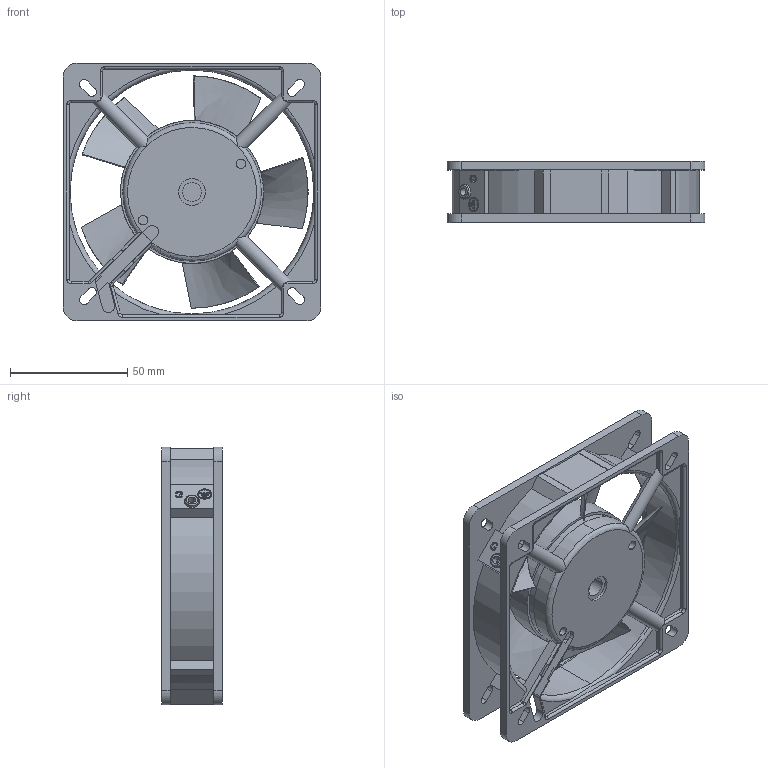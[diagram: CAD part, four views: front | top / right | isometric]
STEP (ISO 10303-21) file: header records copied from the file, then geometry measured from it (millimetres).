
FILE_DESCRIPTION((''),'2;1');
FILE_NAME('ASM0014_ASM','2025-01-13T11:20:49',('Administrator'),(''),'CREO PARAMETRIC BY PTC INC, 2019010','CREO PARAMETRIC BY PTC INC, 2019010','');
FILE_SCHEMA(('CONFIG_CONTROL_DESIGN'));
Products named in the file (4): 11025; PRT0028; PRT0031; ASM0014_ASM
Assembly tree (3 placements, depth 2):
  ASM0014_ASM
    11025
    PRT0028
    PRT0031
Bounding box: 110 x 26 x 110 mm (x, y, z)
Volume: 74105.9 mm3; surface area: 66708.9 mm2
Topology: 3 solids, 3 shells, 717 faces, 2029 edges, 1352 vertices
Faces by surface type: plane 509, cylinder 130, bspline 40, torus 36, cone 2
Entity records: 25739 total; most frequent: CARTESIAN_POINT 7068, ORIENTED_EDGE 4058, DIRECTION 3579, EDGE_CURVE 2029, VECTOR 1485, LINE 1485, VERTEX_POINT 1352, AXIS2_PLACEMENT_3D 1047
